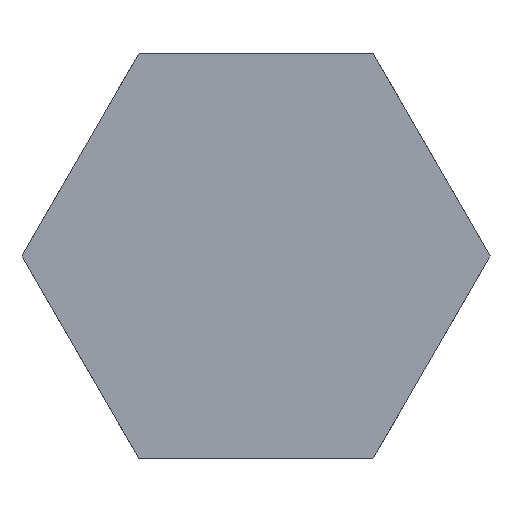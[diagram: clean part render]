
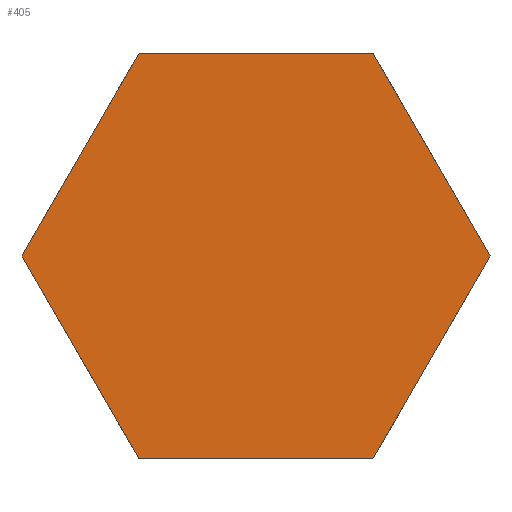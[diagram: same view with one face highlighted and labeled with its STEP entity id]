
A CAD part, front view. The second image highlights one B-rep face of the part: STEP entity #405.
In plain terms, the highlighted planar face has unit normal (0, -1, 0).
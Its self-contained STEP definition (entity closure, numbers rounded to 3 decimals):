
#3 = ORIENTED_EDGE ( 'NONE', *, *, #1883, .F. ) ;
#147 = CARTESIAN_POINT ( 'NONE',  ( -36.084, 0., -62.5 ) ) ;
#167 = EDGE_CURVE ( 'NONE', #1467, #1650, #1815, .T. ) ;
#181 = VECTOR ( 'NONE', #1138, 1000. ) ;
#192 = VERTEX_POINT ( 'NONE', #147 ) ;
#274 = CARTESIAN_POINT ( 'NONE',  ( 72.169, 0., 0. ) ) ;
#287 = DIRECTION ( 'NONE',  ( -0.5, 0., -0.866 ) ) ;
#397 = DIRECTION ( 'NONE',  ( 0., 0., 1. ) ) ;
#405 = ADVANCED_FACE ( 'NONE', ( #787 ), #1820, .F. ) ;
#435 = VECTOR ( 'NONE', #1302, 1000. ) ;
#501 = VECTOR ( 'NONE', #2538, 1000. ) ;
#526 = EDGE_CURVE ( 'NONE', #1650, #1132, #2517, .T. ) ;
#554 = VECTOR ( 'NONE', #1992, 1000. ) ;
#568 = LINE ( 'NONE', #976, #554 ) ;
#578 = CARTESIAN_POINT ( 'NONE',  ( -36.084, 0., 62.5 ) ) ;
#585 = CARTESIAN_POINT ( 'NONE',  ( -72.169, 0., 0. ) ) ;
#625 = CARTESIAN_POINT ( 'NONE',  ( -36.084, 0., 62.5 ) ) ;
#634 = EDGE_LOOP ( 'NONE', ( #2403, #2099, #909, #642, #3, #2222 ) ) ;
#642 = ORIENTED_EDGE ( 'NONE', *, *, #2642, .F. ) ;
#655 = EDGE_CURVE ( 'NONE', #1711, #1467, #568, .T. ) ;
#776 = VERTEX_POINT ( 'NONE', #1646 ) ;
#787 = FACE_OUTER_BOUND ( 'NONE', #634, .T. ) ;
#909 = ORIENTED_EDGE ( 'NONE', *, *, #655, .F. ) ;
#976 = CARTESIAN_POINT ( 'NONE',  ( -72.169, 0., 0. ) ) ;
#1129 = LINE ( 'NONE', #274, #2223 ) ;
#1132 = VERTEX_POINT ( 'NONE', #2239 ) ;
#1138 = DIRECTION ( 'NONE',  ( 1., 0., 0. ) ) ;
#1302 = DIRECTION ( 'NONE',  ( -1., 0., 0. ) ) ;
#1428 = CARTESIAN_POINT ( 'NONE',  ( 0., 0., 0. ) ) ;
#1467 = VERTEX_POINT ( 'NONE', #625 ) ;
#1472 = LINE ( 'NONE', #2300, #435 ) ;
#1490 = CARTESIAN_POINT ( 'NONE',  ( 36.084, 0., 62.5 ) ) ;
#1496 = CARTESIAN_POINT ( 'NONE',  ( 36.084, 0., 62.5 ) ) ;
#1646 = CARTESIAN_POINT ( 'NONE',  ( 36.084, 0., -62.5 ) ) ;
#1650 = VERTEX_POINT ( 'NONE', #1496 ) ;
#1656 = EDGE_CURVE ( 'NONE', #1132, #776, #1129, .T. ) ;
#1699 = LINE ( 'NONE', #2525, #501 ) ;
#1711 = VERTEX_POINT ( 'NONE', #585 ) ;
#1815 = LINE ( 'NONE', #578, #181 ) ;
#1820 = PLANE ( 'NONE',  #2662 ) ;
#1883 = EDGE_CURVE ( 'NONE', #776, #192, #1472, .T. ) ;
#1938 = VECTOR ( 'NONE', #2313, 1000. ) ;
#1992 = DIRECTION ( 'NONE',  ( 0.5, 0., 0.866 ) ) ;
#2099 = ORIENTED_EDGE ( 'NONE', *, *, #167, .F. ) ;
#2222 = ORIENTED_EDGE ( 'NONE', *, *, #1656, .F. ) ;
#2223 = VECTOR ( 'NONE', #287, 1000. ) ;
#2239 = CARTESIAN_POINT ( 'NONE',  ( 72.169, 0., 0. ) ) ;
#2300 = CARTESIAN_POINT ( 'NONE',  ( 36.084, 0., -62.5 ) ) ;
#2313 = DIRECTION ( 'NONE',  ( 0.5, 0., -0.866 ) ) ;
#2403 = ORIENTED_EDGE ( 'NONE', *, *, #526, .F. ) ;
#2444 = DIRECTION ( 'NONE',  ( 0., 1., 0. ) ) ;
#2517 = LINE ( 'NONE', #1490, #1938 ) ;
#2525 = CARTESIAN_POINT ( 'NONE',  ( -36.084, 0., -62.5 ) ) ;
#2538 = DIRECTION ( 'NONE',  ( -0.5, 0., 0.866 ) ) ;
#2642 = EDGE_CURVE ( 'NONE', #192, #1711, #1699, .T. ) ;
#2662 = AXIS2_PLACEMENT_3D ( 'NONE', #1428, #2444, #397 ) ;
